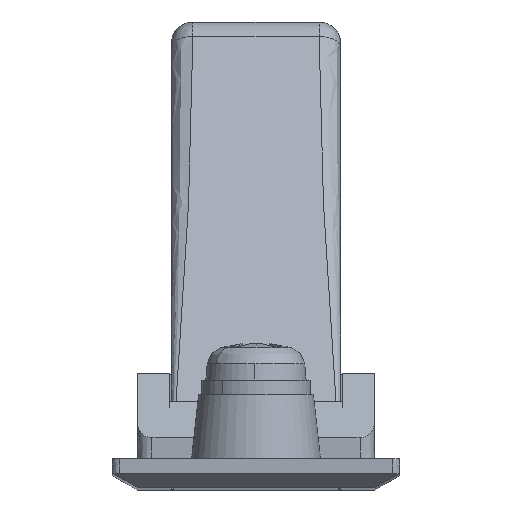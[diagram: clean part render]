
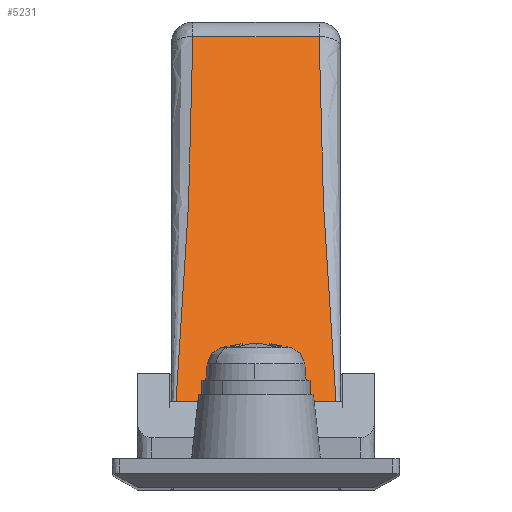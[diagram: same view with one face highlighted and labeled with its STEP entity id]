
A CAD part, top view. The second image highlights one B-rep face of the part: STEP entity #5231.
In plain terms, the highlighted free-form (B-spline) face has degree [1, 1] with [2, 2] control points.
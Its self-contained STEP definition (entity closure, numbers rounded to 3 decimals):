
#1707=CARTESIAN_POINT('',(4.,-5.7,33.1));
#1708=VERTEX_POINT('',#1707);
#1776=CARTESIAN_POINT('',(31.484,-4.4,17.574));
#1777=VERTEX_POINT('',#1776);
#1791=CARTESIAN_POINT('',(4.,-5.7,33.1));
#1792=CARTESIAN_POINT('',(13.161,-5.05,27.925));
#1793=CARTESIAN_POINT('',(22.322,-4.4,22.749));
#1794=CARTESIAN_POINT('',(31.484,-4.4,17.574));
#1795=B_SPLINE_CURVE_WITH_KNOTS('',3,(#1791,#1792,#1793,#1794),.UNSPECIFIED.,.F.,.U.,(4,4),(0.093,1.0),.UNSPECIFIED.);
#1796=EDGE_CURVE('',#1708,#1777,#1795,.T.);
#2320=CARTESIAN_POINT('',(4.,5.7,33.1));
#2321=VERTEX_POINT('',#2320);
#2396=CARTESIAN_POINT('',(31.484,4.4,17.574));
#2397=VERTEX_POINT('',#2396);
#2421=CARTESIAN_POINT('',(31.484,4.4,17.574));
#2422=CARTESIAN_POINT('',(22.322,4.4,22.749));
#2423=CARTESIAN_POINT('',(13.161,5.05,27.925));
#2424=CARTESIAN_POINT('',(4.,5.7,33.1));
#2425=B_SPLINE_CURVE_WITH_KNOTS('',3,(#2421,#2422,#2423,#2424),.UNSPECIFIED.,.F.,.U.,(4,4),(0.093,1.),.UNSPECIFIED.);
#2426=EDGE_CURVE('',#2397,#2321,#2425,.T.);
#4262=CARTESIAN_POINT('',(31.484,-4.4,17.574));
#4263=CARTESIAN_POINT('',(31.484,4.4,17.574));
#4264=QUASI_UNIFORM_CURVE('',1,(#4262,#4263),.UNSPECIFIED.,.F.,.U.);
#4265=EDGE_CURVE('',#1777,#2397,#4264,.T.);
#5142=CARTESIAN_POINT('',(4.,5.7,33.1));
#5143=CARTESIAN_POINT('',(4.,-5.7,33.1));
#5144=QUASI_UNIFORM_CURVE('',1,(#5142,#5143),.UNSPECIFIED.,.F.,.U.);
#5145=EDGE_CURVE('',#2321,#1708,#5144,.T.);
#5220=CARTESIAN_POINT('',(32.857,-6.269,16.799));
#5221=CARTESIAN_POINT('',(2.627,-6.269,33.876));
#5222=CARTESIAN_POINT('',(32.857,6.269,16.799));
#5223=CARTESIAN_POINT('',(2.627,6.269,33.876));
#5224=B_SPLINE_SURFACE_WITH_KNOTS('',1,1,((#5220,#5222),(#5221,#5223)),.UNSPECIFIED.,.F.,.F.,.U.,(2,2),(2,2),(0.0,34.72),(0.0,12.539),.UNSPECIFIED.);
#5225=ORIENTED_EDGE('',*,*,#5145,.T.);
#5226=ORIENTED_EDGE('',*,*,#1796,.T.);
#5227=ORIENTED_EDGE('',*,*,#4265,.T.);
#5228=ORIENTED_EDGE('',*,*,#2426,.T.);
#5229=EDGE_LOOP('',(#5225,#5226,#5227,#5228));
#5230=FACE_OUTER_BOUND('',#5229,.T.);
#5231=ADVANCED_FACE('',(#5230),#5224,.F.);
